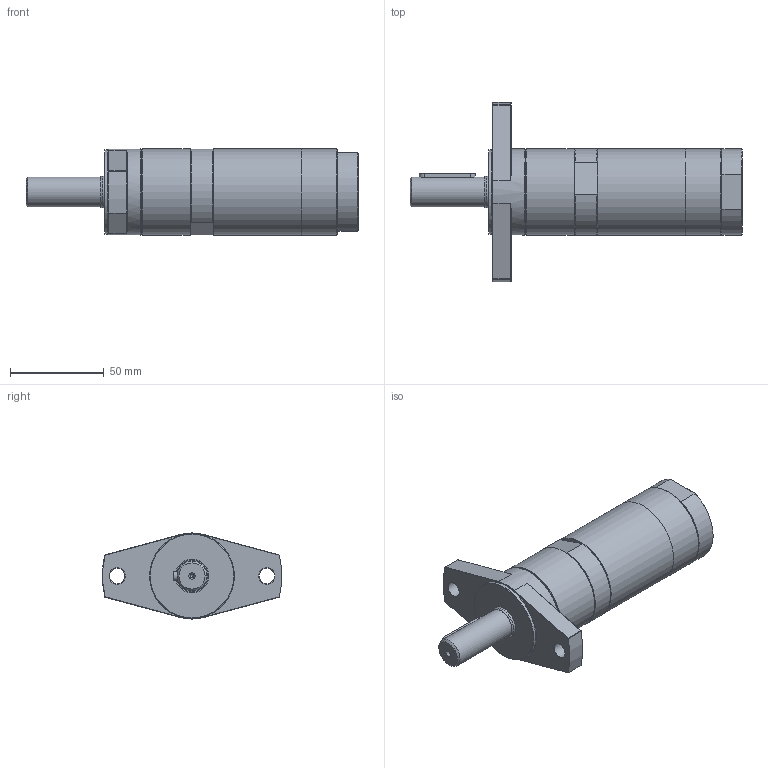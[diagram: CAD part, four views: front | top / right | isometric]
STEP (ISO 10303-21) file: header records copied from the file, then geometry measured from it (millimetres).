
FILE_DESCRIPTION((''),'2;1');
FILE_NAME('MUD 53-8100 F80_60025025.stp','2013-07-19T13:13:22',('tpeskos'),(''),'Autodesk Inventor 2013','Autodesk Inventor 2013','');
FILE_SCHEMA(('AUTOMOTIVE_DESIGN { 1 0 10303 214 1 1 1 1 }'));
Length unit declared in the file: millimetre
Products named in the file (1): MRD 84-2370 F80
Bounding box: 177.5 x 95.72 x 46 mm (x, y, z)
Volume: 241380.6 mm3; surface area: 36277.6 mm2
Topology: 2 solids, 2 shells, 171 faces, 404 edges, 253 vertices
Faces by surface type: plane 107, cone 34, cylinder 23, bspline 7
Full cylindrical faces by diameter (mm): 1.6 x1, 8.3 x2, 11.445 x2, 16 x1, 16.95 x1, 17.5 x1, 18.631 x1, 40 x1, 45 x1, 46 x4
Entity records: 4744 total; most frequent: CARTESIAN_POINT 1006, DIRECTION 741, ORIENTED_EDGE 724, EDGE_CURVE 362, AXIS2_PLACEMENT_3D 256, VERTEX_POINT 246, VECTOR 229, LINE 229
